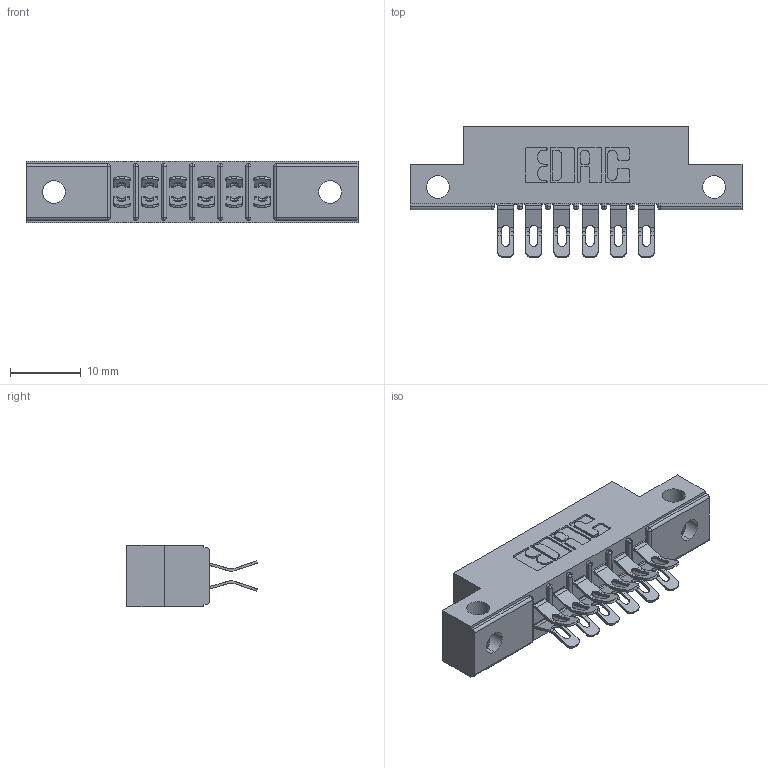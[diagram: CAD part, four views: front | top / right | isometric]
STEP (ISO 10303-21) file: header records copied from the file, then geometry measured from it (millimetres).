
FILE_DESCRIPTION (( 'STEP AP203' ), '1' );
FILE_NAME ('355-012-555-512.STEP', '2020-09-20T04:41:38', ( '' ), ( '' ), 'SwSTEP 2.0', 'SolidWorks 2020', '' );
FILE_SCHEMA (( 'CONFIG_CONTROL_DESIGN' ));
Length unit declared in the file: inch
Products named in the file (3): 305 Part_.128 Dia; 305-290-001_555; 355-012-555-512
Assembly tree (13 placements, depth 2):
  355-012-555-512
    305 Part_.128 Dia
    305-290-001_555  x12
Bounding box: 46.79 x 18.41 x 8.71 mm (x, y, z)
Volume: 2766.8 mm3; surface area: 4695.6 mm2
Topology: 13 solids, 13 shells, 920 faces, 2722 edges, 1776 vertices
Faces by surface type: plane 452, cylinder 444, sphere 24
Entity records: 11909 total; most frequent: CARTESIAN_POINT 2038, ORIENTED_EDGE 1964, DIRECTION 1934, EDGE_CURVE 982, LINE 718, VECTOR 718, VERTEX_POINT 632, AXIS2_PLACEMENT_3D 608
